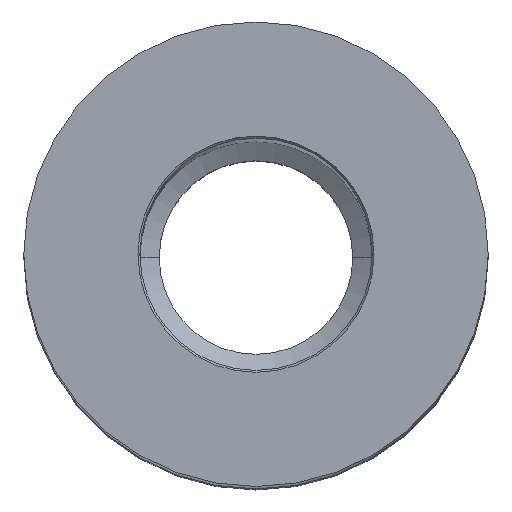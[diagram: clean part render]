
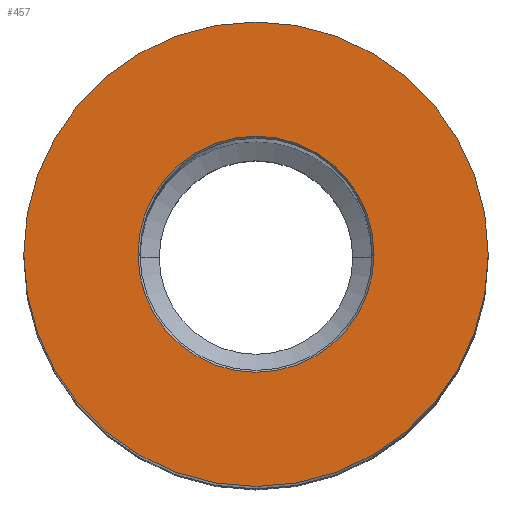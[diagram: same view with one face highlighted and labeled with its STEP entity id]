
A CAD part, top view. The second image highlights one B-rep face of the part: STEP entity #457.
In plain terms, the highlighted planar face has unit normal (0, 0, 1).
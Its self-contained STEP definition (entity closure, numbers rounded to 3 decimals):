
#5 = CARTESIAN_POINT ( 'NONE',  ( 0., 0., 27. ) ) ;
#8 = CIRCLE ( 'NONE', #26, 1.525 ) ;
#14 = DIRECTION ( 'NONE',  ( 0., 0., 1. ) ) ;
#26 = AXIS2_PLACEMENT_3D ( 'NONE', #5, #261, #311 ) ;
#48 = AXIS2_PLACEMENT_3D ( 'NONE', #463, #659, #95 ) ;
#64 = CARTESIAN_POINT ( 'NONE',  ( -3., 0., 27. ) ) ;
#75 = FACE_BOUND ( 'NONE', #137, .T. ) ;
#90 = AXIS2_PLACEMENT_3D ( 'NONE', #319, #14, #377 ) ;
#95 = DIRECTION ( 'NONE',  ( 1., 0., 0. ) ) ;
#100 = ORIENTED_EDGE ( 'NONE', *, *, #302, .F. ) ;
#117 = EDGE_CURVE ( 'NONE', #492, #143, #643, .T. ) ;
#126 = CARTESIAN_POINT ( 'NONE',  ( 3., 0., 27. ) ) ;
#137 = EDGE_LOOP ( 'NONE', ( #219, #100 ) ) ;
#143 = VERTEX_POINT ( 'NONE', #662 ) ;
#163 = EDGE_LOOP ( 'NONE', ( #612, #235 ) ) ;
#165 = EDGE_CURVE ( 'NONE', #433, #666, #534, .T. ) ;
#173 = CARTESIAN_POINT ( 'NONE',  ( 1.525, 0., 27. ) ) ;
#191 = DIRECTION ( 'NONE',  ( 1., 0., 0. ) ) ;
#219 = ORIENTED_EDGE ( 'NONE', *, *, #117, .F. ) ;
#235 = ORIENTED_EDGE ( 'NONE', *, *, #325, .T. ) ;
#245 = CARTESIAN_POINT ( 'NONE',  ( 0., 0., 27. ) ) ;
#255 = AXIS2_PLACEMENT_3D ( 'NONE', #245, #563, #191 ) ;
#261 = DIRECTION ( 'NONE',  ( 0., 0., 1. ) ) ;
#273 = DIRECTION ( 'NONE',  ( 0., 0., 1. ) ) ;
#275 = PLANE ( 'NONE',  #450 ) ;
#302 = EDGE_CURVE ( 'NONE', #143, #492, #8, .T. ) ;
#311 = DIRECTION ( 'NONE',  ( 1., 0., 0. ) ) ;
#319 = CARTESIAN_POINT ( 'NONE',  ( 0., 0., 27. ) ) ;
#325 = EDGE_CURVE ( 'NONE', #666, #433, #533, .T. ) ;
#330 = DIRECTION ( 'NONE',  ( 1., 0., 0. ) ) ;
#377 = DIRECTION ( 'NONE',  ( 1., 0., 0. ) ) ;
#433 = VERTEX_POINT ( 'NONE', #64 ) ;
#450 = AXIS2_PLACEMENT_3D ( 'NONE', #546, #273, #330 ) ;
#457 = ADVANCED_FACE ( 'NONE', ( #75, #606 ), #275, .T. ) ;
#463 = CARTESIAN_POINT ( 'NONE',  ( 0., 0., 27. ) ) ;
#492 = VERTEX_POINT ( 'NONE', #173 ) ;
#533 = CIRCLE ( 'NONE', #90, 3. ) ;
#534 = CIRCLE ( 'NONE', #255, 3. ) ;
#546 = CARTESIAN_POINT ( 'NONE',  ( 0., 0., 27. ) ) ;
#563 = DIRECTION ( 'NONE',  ( 0., 0., 1. ) ) ;
#606 = FACE_OUTER_BOUND ( 'NONE', #163, .T. ) ;
#612 = ORIENTED_EDGE ( 'NONE', *, *, #165, .T. ) ;
#643 = CIRCLE ( 'NONE', #48, 1.525 ) ;
#659 = DIRECTION ( 'NONE',  ( 0., 0., 1. ) ) ;
#662 = CARTESIAN_POINT ( 'NONE',  ( -1.525, 0., 27. ) ) ;
#666 = VERTEX_POINT ( 'NONE', #126 ) ;
